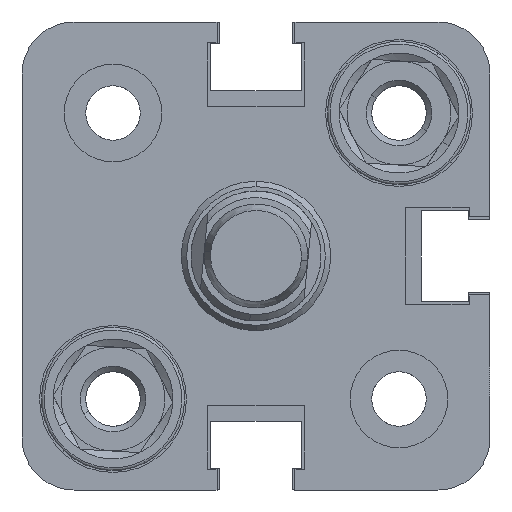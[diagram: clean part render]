
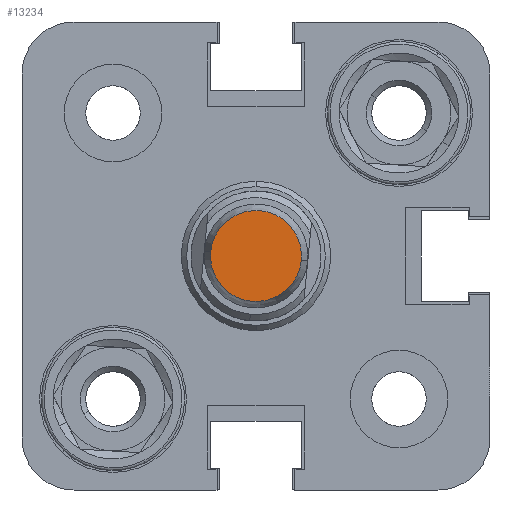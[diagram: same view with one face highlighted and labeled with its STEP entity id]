
A CAD part, left-side view. The second image highlights one B-rep face of the part: STEP entity #13234.
In plain terms, the highlighted face is planar.
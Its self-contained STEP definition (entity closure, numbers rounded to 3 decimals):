
#902 = CARTESIAN_POINT ( 'NONE',  ( 16., 0., 0. ) ) ;
#1234 = CARTESIAN_POINT ( 'NONE',  ( 16., 0., -3.5 ) ) ;
#1671 = AXIS2_PLACEMENT_3D ( 'NONE', #902, #15801, #4319 ) ;
#1718 = CARTESIAN_POINT ( 'NONE',  ( 16., 0., 3.5 ) ) ;
#2369 = CIRCLE ( 'NONE', #10408, 3.5 ) ;
#2726 = PLANE ( 'NONE',  #2914 ) ;
#2914 = AXIS2_PLACEMENT_3D ( 'NONE', #15529, #10171, #5621 ) ;
#4319 = DIRECTION ( 'NONE',  ( 0., 0., 1. ) ) ;
#5621 = DIRECTION ( 'NONE',  ( 0., 0., 1. ) ) ;
#6345 = DIRECTION ( 'NONE',  ( 0., 0., 1. ) ) ;
#9449 = ORIENTED_EDGE ( 'NONE', *, *, #13435, .T. ) ;
#10171 = DIRECTION ( 'NONE',  ( -1., 0., 0. ) ) ;
#10408 = AXIS2_PLACEMENT_3D ( 'NONE', #15411, #11460, #6345 ) ;
#10495 = CIRCLE ( 'NONE', #1671, 3.5 ) ;
#10814 = EDGE_LOOP ( 'NONE', ( #9449, #15650 ) ) ;
#11460 = DIRECTION ( 'NONE',  ( 1., 0., 0. ) ) ;
#11671 = FACE_OUTER_BOUND ( 'NONE', #10814, .T. ) ;
#12802 = VERTEX_POINT ( 'NONE', #1234 ) ;
#13234 = ADVANCED_FACE ( 'NONE', ( #11671 ), #2726, .F. ) ;
#13435 = EDGE_CURVE ( 'NONE', #14315, #12802, #2369, .T. ) ;
#14315 = VERTEX_POINT ( 'NONE', #1718 ) ;
#15411 = CARTESIAN_POINT ( 'NONE',  ( 16., 0., 0. ) ) ;
#15529 = CARTESIAN_POINT ( 'NONE',  ( 16., 0., 0. ) ) ;
#15650 = ORIENTED_EDGE ( 'NONE', *, *, #16457, .T. ) ;
#15801 = DIRECTION ( 'NONE',  ( 1., 0., 0. ) ) ;
#16457 = EDGE_CURVE ( 'NONE', #12802, #14315, #10495, .T. ) ;
